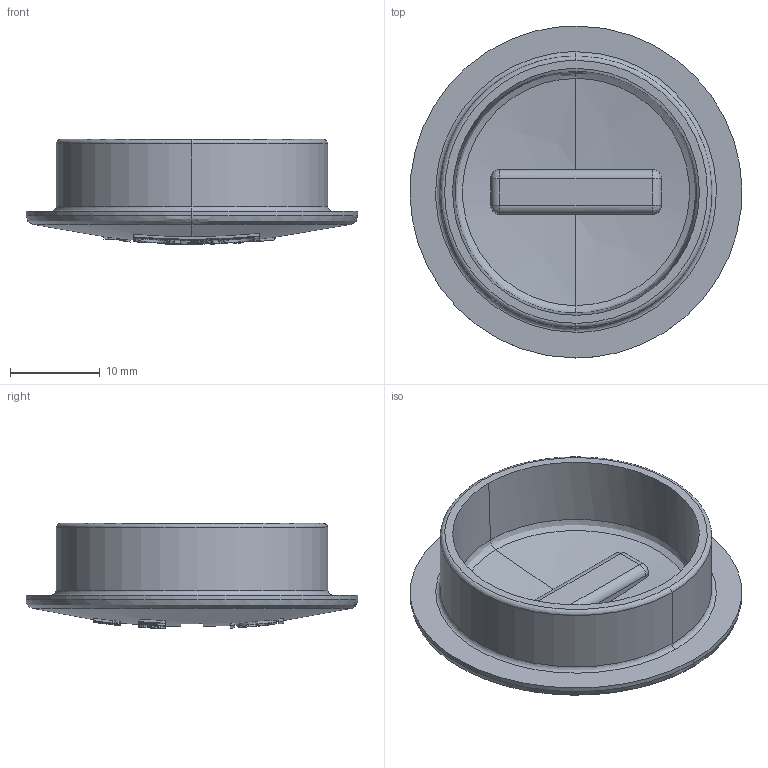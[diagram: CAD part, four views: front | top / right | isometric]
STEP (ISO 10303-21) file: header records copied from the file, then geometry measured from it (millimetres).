
FILE_DESCRIPTION(/* description */ (''),/* implementation_level */ '2;1');
FILE_NAME(/* name */ '2033021',/* time_stamp */ '2014-01-09T13:51:22+01:00',/* author */ (''),/* organization */ (''),/* preprocessor_version */ 'ST-DEVELOPER v15',/* originating_system */ '',/* authorisation */ '');
FILE_SCHEMA (('CONFIG_CONTROL_DESIGN'));
Length unit declared in the file: millimetre
Products named in the file (1): Document
Bounding box: 36.98 x 37 x 11.74 mm (x, y, z)
Volume: 3208.2 mm3; surface area: 3900.2 mm2
Topology: 1 solids, 1 shells, 504 faces, 1415 edges, 928 vertices
Faces by surface type: plane 417, bspline 87
Entity records: 18276 total; most frequent: CARTESIAN_POINT 9710, ORIENTED_EDGE 2818, EDGE_CURVE 1409, VERTEX_POINT 928, EDGE_LOOP 525, B_SPLINE_CURVE_WITH_KNOTS 506, ADVANCED_FACE 504, FACE_OUTER_BOUND 504
